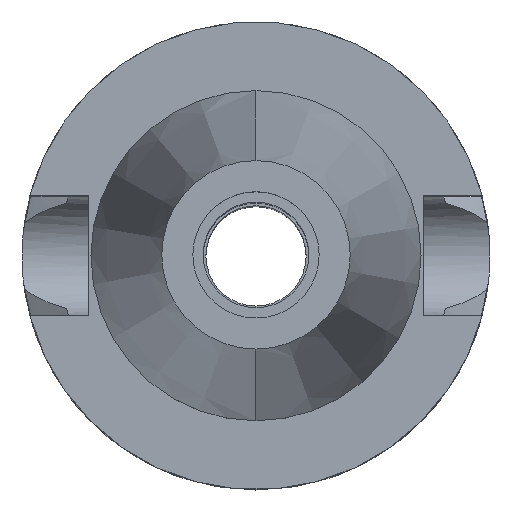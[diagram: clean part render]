
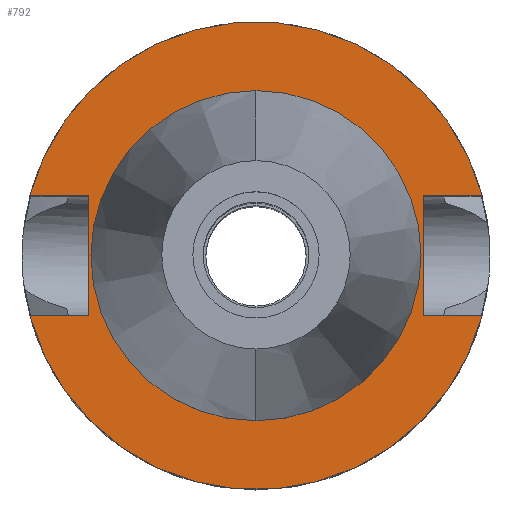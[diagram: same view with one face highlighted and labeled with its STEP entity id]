
A CAD part, top view. The second image highlights one B-rep face of the part: STEP entity #792.
In plain terms, the highlighted planar face has unit normal (0, 0, 1).
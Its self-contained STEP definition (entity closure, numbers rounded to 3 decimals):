
#1 = CARTESIAN_POINT ( 'NONE',  ( -22.5, -8.05, -2. ) ) ;
#31 = CARTESIAN_POINT ( 'NONE',  ( 0., 0., -2. ) ) ;
#92 = EDGE_CURVE ( 'NONE', #3132, #3609, #2765, .T. ) ;
#158 = EDGE_CURVE ( 'NONE', #1828, #2176, #3168, .T. ) ;
#179 = ORIENTED_EDGE ( 'NONE', *, *, #158, .T. ) ;
#183 = AXIS2_PLACEMENT_3D ( 'NONE', #2205, #278, #1412 ) ;
#208 = ORIENTED_EDGE ( 'NONE', *, *, #1360, .F. ) ;
#214 = DIRECTION ( 'NONE',  ( 0., -1., 0. ) ) ;
#278 = DIRECTION ( 'NONE',  ( 0., 0., -1. ) ) ;
#309 = VECTOR ( 'NONE', #1452, 1000. ) ;
#387 = VECTOR ( 'NONE', #3462, 1000. ) ;
#488 = EDGE_CURVE ( 'NONE', #1817, #1282, #1276, .T. ) ;
#516 = ORIENTED_EDGE ( 'NONE', *, *, #2278, .F. ) ;
#540 = FACE_OUTER_BOUND ( 'NONE', #2538, .T. ) ;
#551 = AXIS2_PLACEMENT_3D ( 'NONE', #1469, #1775, #953 ) ;
#560 = ORIENTED_EDGE ( 'NONE', *, *, #2048, .F. ) ;
#583 = LINE ( 'NONE', #1138, #1155 ) ;
#600 = CARTESIAN_POINT ( 'NONE',  ( 22.5, 8.05, -2. ) ) ;
#603 = EDGE_CURVE ( 'NONE', #3609, #2100, #2685, .T. ) ;
#636 = ORIENTED_EDGE ( 'NONE', *, *, #92, .F. ) ;
#646 = DIRECTION ( 'NONE',  ( 0., -1., 0. ) ) ;
#691 = EDGE_LOOP ( 'NONE', ( #560, #820 ) ) ;
#707 = CARTESIAN_POINT ( 'NONE',  ( -22.5, 8.05, -2. ) ) ;
#736 = CIRCLE ( 'NONE', #551, 31.5 ) ;
#792 = ADVANCED_FACE ( 'NONE', ( #540, #1658 ), #3068, .F. ) ;
#820 = ORIENTED_EDGE ( 'NONE', *, *, #488, .F. ) ;
#883 = CARTESIAN_POINT ( 'NONE',  ( 22.5, 8.05, -2. ) ) ;
#953 = DIRECTION ( 'NONE',  ( 0., 1., 0. ) ) ;
#972 = CIRCLE ( 'NONE', #3191, 22.225 ) ;
#1138 = CARTESIAN_POINT ( 'NONE',  ( -22.5, 8.05, -2. ) ) ;
#1155 = VECTOR ( 'NONE', #1684, 1000. ) ;
#1201 = DIRECTION ( 'NONE',  ( 1., 0., 0. ) ) ;
#1276 = CIRCLE ( 'NONE', #2347, 22.225 ) ;
#1282 = VERTEX_POINT ( 'NONE', #1874 ) ;
#1298 = CARTESIAN_POINT ( 'NONE',  ( 30.454, -8.05, -2. ) ) ;
#1360 = EDGE_CURVE ( 'NONE', #2100, #2176, #1904, .T. ) ;
#1412 = DIRECTION ( 'NONE',  ( 0., -1., 0. ) ) ;
#1452 = DIRECTION ( 'NONE',  ( -1., 0., 0. ) ) ;
#1469 = CARTESIAN_POINT ( 'NONE',  ( 0., 0., -2. ) ) ;
#1525 = EDGE_CURVE ( 'NONE', #1828, #3033, #2776, .T. ) ;
#1537 = DIRECTION ( 'NONE',  ( 0., 0., 1. ) ) ;
#1557 = CARTESIAN_POINT ( 'NONE',  ( -30.454, 8.05, -2. ) ) ;
#1560 = VECTOR ( 'NONE', #1201, 1000. ) ;
#1658 = FACE_BOUND ( 'NONE', #691, .T. ) ;
#1662 = CARTESIAN_POINT ( 'NONE',  ( 22.5, 8.05, -2. ) ) ;
#1684 = DIRECTION ( 'NONE',  ( -1., 0., 0. ) ) ;
#1775 = DIRECTION ( 'NONE',  ( 0., 0., -1. ) ) ;
#1813 = DIRECTION ( 'NONE',  ( 1., 0., 0. ) ) ;
#1817 = VERTEX_POINT ( 'NONE', #2880 ) ;
#1828 = VERTEX_POINT ( 'NONE', #3442 ) ;
#1836 = EDGE_CURVE ( 'NONE', #2089, #2754, #736, .T. ) ;
#1874 = CARTESIAN_POINT ( 'NONE',  ( 0., 22.225, -2. ) ) ;
#1897 = VECTOR ( 'NONE', #1813, 1000. ) ;
#1904 = CIRCLE ( 'NONE', #2356, 31.5 ) ;
#2005 = CARTESIAN_POINT ( 'NONE',  ( -22.5, -8.05, -2. ) ) ;
#2027 = ORIENTED_EDGE ( 'NONE', *, *, #1525, .F. ) ;
#2048 = EDGE_CURVE ( 'NONE', #1282, #1817, #972, .T. ) ;
#2069 = VECTOR ( 'NONE', #2465, 1000. ) ;
#2089 = VERTEX_POINT ( 'NONE', #1557 ) ;
#2100 = VERTEX_POINT ( 'NONE', #1298 ) ;
#2176 = VERTEX_POINT ( 'NONE', #3311 ) ;
#2205 = CARTESIAN_POINT ( 'NONE',  ( 0., 0., -2. ) ) ;
#2278 = EDGE_CURVE ( 'NONE', #3033, #2089, #583, .T. ) ;
#2325 = DIRECTION ( 'NONE',  ( 0., 0., -1. ) ) ;
#2347 = AXIS2_PLACEMENT_3D ( 'NONE', #2628, #3232, #214 ) ;
#2356 = AXIS2_PLACEMENT_3D ( 'NONE', #31, #2325, #646 ) ;
#2465 = DIRECTION ( 'NONE',  ( 0., -1., 0. ) ) ;
#2538 = EDGE_LOOP ( 'NONE', ( #179, #208, #2587, #636, #2893, #2919, #516, #2027 ) ) ;
#2587 = ORIENTED_EDGE ( 'NONE', *, *, #603, .F. ) ;
#2628 = CARTESIAN_POINT ( 'NONE',  ( 0., 0., -2. ) ) ;
#2630 = DIRECTION ( 'NONE',  ( 0., 1., 0. ) ) ;
#2685 = LINE ( 'NONE', #2901, #1897 ) ;
#2754 = VERTEX_POINT ( 'NONE', #2841 ) ;
#2765 = LINE ( 'NONE', #1662, #2069 ) ;
#2776 = LINE ( 'NONE', #2005, #387 ) ;
#2841 = CARTESIAN_POINT ( 'NONE',  ( 30.454, 8.05, -2. ) ) ;
#2868 = EDGE_CURVE ( 'NONE', #3132, #2754, #3153, .T. ) ;
#2880 = CARTESIAN_POINT ( 'NONE',  ( 0., -22.225, -2. ) ) ;
#2893 = ORIENTED_EDGE ( 'NONE', *, *, #2868, .T. ) ;
#2901 = CARTESIAN_POINT ( 'NONE',  ( 22.5, -8.05, -2. ) ) ;
#2919 = ORIENTED_EDGE ( 'NONE', *, *, #1836, .F. ) ;
#3033 = VERTEX_POINT ( 'NONE', #707 ) ;
#3068 = PLANE ( 'NONE',  #183 ) ;
#3132 = VERTEX_POINT ( 'NONE', #883 ) ;
#3153 = LINE ( 'NONE', #600, #1560 ) ;
#3168 = LINE ( 'NONE', #1, #309 ) ;
#3191 = AXIS2_PLACEMENT_3D ( 'NONE', #3475, #1537, #2630 ) ;
#3232 = DIRECTION ( 'NONE',  ( 0., 0., 1. ) ) ;
#3311 = CARTESIAN_POINT ( 'NONE',  ( -30.454, -8.05, -2. ) ) ;
#3367 = CARTESIAN_POINT ( 'NONE',  ( 22.5, -8.05, -2. ) ) ;
#3442 = CARTESIAN_POINT ( 'NONE',  ( -22.5, -8.05, -2. ) ) ;
#3462 = DIRECTION ( 'NONE',  ( 0., 1., 0. ) ) ;
#3475 = CARTESIAN_POINT ( 'NONE',  ( 0., 0., -2. ) ) ;
#3609 = VERTEX_POINT ( 'NONE', #3367 ) ;
